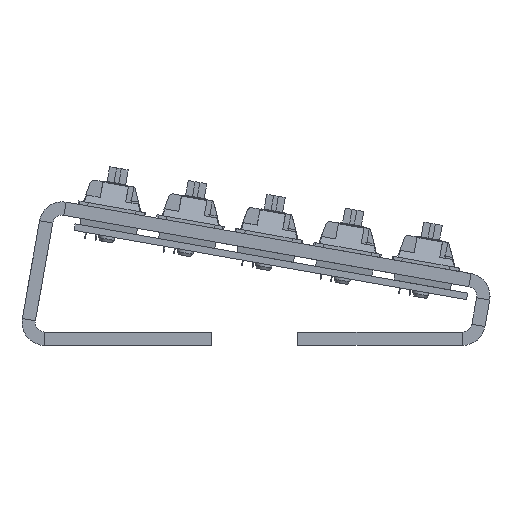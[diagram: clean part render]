
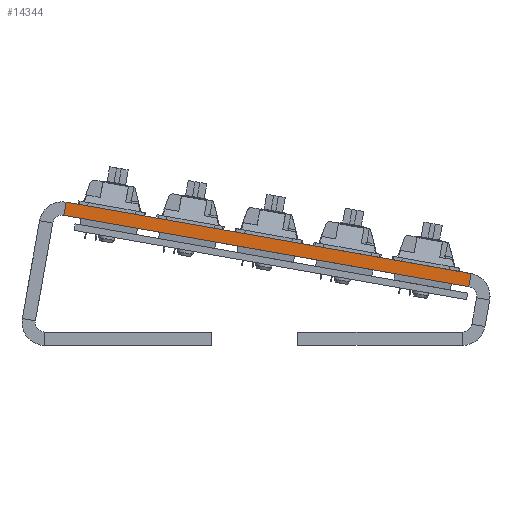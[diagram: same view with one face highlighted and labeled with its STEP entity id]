
A CAD part, left-side view. The second image highlights one B-rep face of the part: STEP entity #14344.
In plain terms, the highlighted planar face has unit normal (-1, 0, 0).
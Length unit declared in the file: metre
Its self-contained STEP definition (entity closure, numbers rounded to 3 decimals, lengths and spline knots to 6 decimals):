
#1850=ORIENTED_EDGE('',*,*,#5796,.F.);
#1851=ORIENTED_EDGE('',*,*,#5797,.F.);
#1852=ORIENTED_EDGE('',*,*,#5798,.T.);
#1853=ORIENTED_EDGE('',*,*,#5799,.T.);
#5796=EDGE_CURVE('',#7815,#7816,#9290,.F.);
#5797=EDGE_CURVE('',#7817,#7815,#9291,.F.);
#5798=EDGE_CURVE('',#7817,#7818,#9292,.T.);
#5799=EDGE_CURVE('',#7818,#7816,#9293,.T.);
#7815=VERTEX_POINT('',#21489);
#7816=VERTEX_POINT('',#21490);
#7817=VERTEX_POINT('',#21492);
#7818=VERTEX_POINT('',#21494);
#9290=LINE('',#21488,#10789);
#9291=LINE('',#21491,#10790);
#9292=LINE('',#21493,#10791);
#9293=LINE('',#21495,#10792);
#10789=VECTOR('',#17094,1.);
#10790=VECTOR('',#17095,1.);
#10791=VECTOR('',#17096,1.);
#10792=VECTOR('',#17097,1.);
#12139=EDGE_LOOP('',(#1850,#1851,#1852,#1853));
#13032=FACE_BOUND('',#12139,.T.);
#13898=PLANE('',#15189);
#14344=ADVANCED_FACE('',(#13032),#13898,.T.);
#15189=AXIS2_PLACEMENT_3D('',#21487,#17092,#17093);
#17092=DIRECTION('',(-1.,0.,0.));
#17093=DIRECTION('',(0.,-1.,0.));
#17094=DIRECTION('',(0.,0.,-1.));
#17095=DIRECTION('',(0.,-1.,0.));
#17096=DIRECTION('',(0.,0.,1.));
#17097=DIRECTION('',(0.,1.,0.));
#21487=CARTESIAN_POINT('',(-0.142875,0.,0.00381));
#21488=CARTESIAN_POINT('',(-0.142875,0.049149,0.00381));
#21489=CARTESIAN_POINT('',(-0.142875,0.049149,0.00381));
#21490=CARTESIAN_POINT('',(-0.142875,0.049149,0.006985));
#21491=CARTESIAN_POINT('',(-0.142875,0.,0.00381));
#21492=CARTESIAN_POINT('',(-0.142875,-0.049149,0.00381));
#21493=CARTESIAN_POINT('',(-0.142875,-0.049149,0.00381));
#21494=CARTESIAN_POINT('',(-0.142875,-0.049149,0.006985));
#21495=CARTESIAN_POINT('',(-0.142875,0.,0.006985));
